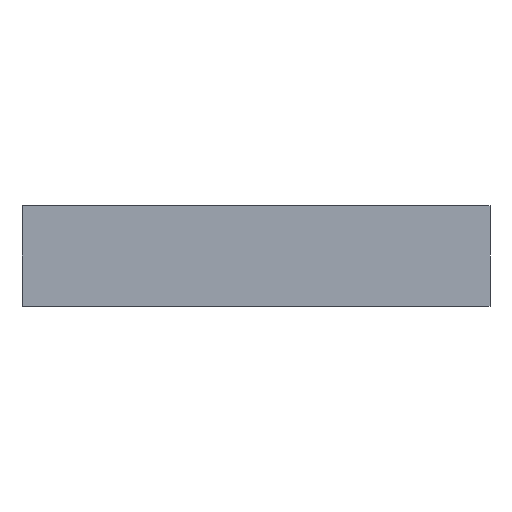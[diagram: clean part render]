
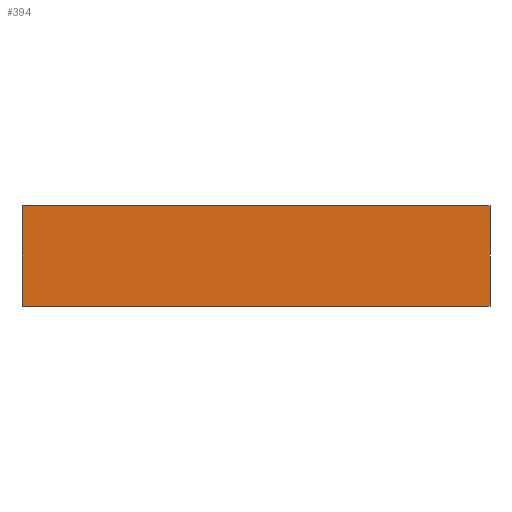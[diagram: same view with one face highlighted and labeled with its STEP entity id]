
A CAD part, left-side view. The second image highlights one B-rep face of the part: STEP entity #394.
In plain terms, the highlighted planar face has unit normal (-1, 0, 0).
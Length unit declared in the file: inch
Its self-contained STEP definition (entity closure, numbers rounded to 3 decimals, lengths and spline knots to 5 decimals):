
#80 = VERTEX_POINT ( 'NONE', #272 ) ;
#81 = EDGE_CURVE ( 'NONE', #322, #512, #154, .T. ) ;
#84 = ORIENTED_EDGE ( 'NONE', *, *, #259, .F. ) ;
#87 = FACE_OUTER_BOUND ( 'NONE', #177, .T. ) ;
#89 = EDGE_CURVE ( 'NONE', #512, #487, #320, .T. ) ;
#97 = DIRECTION ( 'NONE',  ( 0., 0., -1. ) ) ;
#136 = CARTESIAN_POINT ( 'NONE',  ( 0., 0., -0.09375 ) ) ;
#153 = DIRECTION ( 'NONE',  ( 1., 0., 0. ) ) ;
#154 = LINE ( 'NONE', #478, #502 ) ;
#155 = CARTESIAN_POINT ( 'NONE',  ( 0., 0.875, 0.09375 ) ) ;
#160 = DIRECTION ( 'NONE',  ( 0., -1., 0. ) ) ;
#163 = CARTESIAN_POINT ( 'NONE',  ( 0., 0., 0.09375 ) ) ;
#177 = EDGE_LOOP ( 'NONE', ( #298, #84, #301, #379 ) ) ;
#196 = VECTOR ( 'NONE', #413, 39.37008 ) ;
#208 = LINE ( 'NONE', #163, #411 ) ;
#218 = CARTESIAN_POINT ( 'NONE',  ( 0., 0., -0.09375 ) ) ;
#240 = DIRECTION ( 'NONE',  ( 0., -1., 0. ) ) ;
#242 = PLANE ( 'NONE',  #307 ) ;
#259 = EDGE_CURVE ( 'NONE', #80, #487, #402, .T. ) ;
#272 = CARTESIAN_POINT ( 'NONE',  ( 0., 0., 0.09375 ) ) ;
#298 = ORIENTED_EDGE ( 'NONE', *, *, #89, .T. ) ;
#301 = ORIENTED_EDGE ( 'NONE', *, *, #319, .F. ) ;
#307 = AXIS2_PLACEMENT_3D ( 'NONE', #332, #153, #446 ) ;
#319 = EDGE_CURVE ( 'NONE', #322, #80, #208, .T. ) ;
#320 = LINE ( 'NONE', #136, #362 ) ;
#322 = VERTEX_POINT ( 'NONE', #155 ) ;
#332 = CARTESIAN_POINT ( 'NONE',  ( 0., 0., 0.09375 ) ) ;
#339 = CARTESIAN_POINT ( 'NONE',  ( 0., 0., 0.09375 ) ) ;
#362 = VECTOR ( 'NONE', #240, 39.37008 ) ;
#379 = ORIENTED_EDGE ( 'NONE', *, *, #81, .T. ) ;
#394 = ADVANCED_FACE ( 'NONE', ( #87 ), #242, .F. ) ;
#402 = LINE ( 'NONE', #339, #196 ) ;
#411 = VECTOR ( 'NONE', #160, 39.37008 ) ;
#413 = DIRECTION ( 'NONE',  ( 0., 0., -1. ) ) ;
#446 = DIRECTION ( 'NONE',  ( 0., 0., -1. ) ) ;
#478 = CARTESIAN_POINT ( 'NONE',  ( 0., 0.875, 0.09375 ) ) ;
#487 = VERTEX_POINT ( 'NONE', #218 ) ;
#492 = CARTESIAN_POINT ( 'NONE',  ( 0., 0.875, -0.09375 ) ) ;
#502 = VECTOR ( 'NONE', #97, 39.37008 ) ;
#512 = VERTEX_POINT ( 'NONE', #492 ) ;
